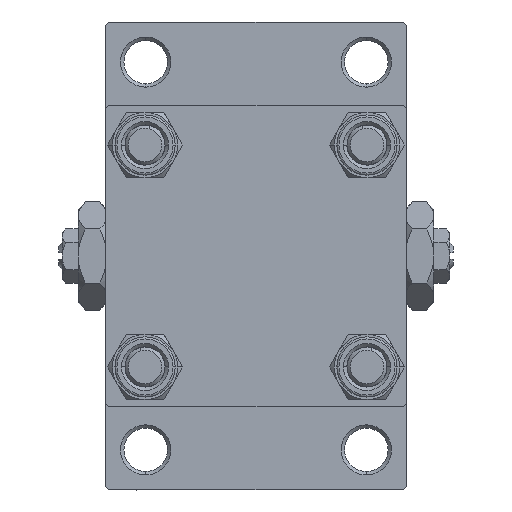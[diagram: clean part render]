
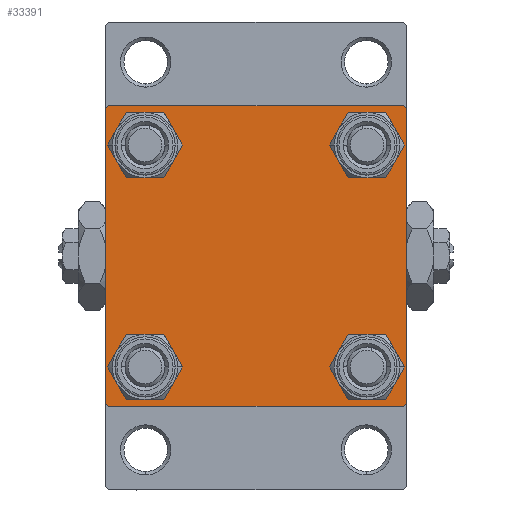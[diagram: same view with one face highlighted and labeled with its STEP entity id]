
A CAD part, left-side view. The second image highlights one B-rep face of the part: STEP entity #33391.
In plain terms, the highlighted planar face has unit normal (-1, 0, 0).
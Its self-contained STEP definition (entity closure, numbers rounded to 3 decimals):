
#409 = DIRECTION ( 'NONE',  ( 0., 0., -1. ) ) ;
#452 = VERTEX_POINT ( 'NONE', #38712 ) ;
#525 = AXIS2_PLACEMENT_3D ( 'NONE', #44630, #645, #15416 ) ;
#532 = EDGE_CURVE ( 'NONE', #3167, #8594, #37985, .T. ) ;
#645 = DIRECTION ( 'NONE',  ( 1., 0., 0. ) ) ;
#781 = DIRECTION ( 'NONE',  ( 0., 0., 1. ) ) ;
#1002 = VERTEX_POINT ( 'NONE', #20358 ) ;
#1142 = EDGE_CURVE ( 'NONE', #6852, #32479, #45748, .T. ) ;
#2759 = VECTOR ( 'NONE', #10689, 1000. ) ;
#3167 = VERTEX_POINT ( 'NONE', #37496 ) ;
#3408 = VERTEX_POINT ( 'NONE', #25426 ) ;
#3813 = ORIENTED_EDGE ( 'NONE', *, *, #16201, .T. ) ;
#3981 = DIRECTION ( 'NONE',  ( 0., 0.707, 0.707 ) ) ;
#4007 = DIRECTION ( 'NONE',  ( 0., 0., 1. ) ) ;
#4323 = CARTESIAN_POINT ( 'NONE',  ( 0., 22.5, -22.5 ) ) ;
#4740 = EDGE_CURVE ( 'NONE', #1002, #18275, #46457, .T. ) ;
#4923 = EDGE_LOOP ( 'NONE', ( #46907, #16855, #48549, #47299, #22263, #29218, #39057, #3813 ) ) ;
#4946 = EDGE_CURVE ( 'NONE', #18275, #1002, #35493, .T. ) ;
#5067 = VECTOR ( 'NONE', #45591, 1000. ) ;
#6541 = CARTESIAN_POINT ( 'NONE',  ( 0., -16.6, 16.6 ) ) ;
#6852 = VERTEX_POINT ( 'NONE', #38096 ) ;
#7032 = DIRECTION ( 'NONE',  ( 1., 0., 0. ) ) ;
#7167 = VECTOR ( 'NONE', #409, 1000. ) ;
#7929 = CARTESIAN_POINT ( 'NONE',  ( 0., -22.25, 22.25 ) ) ;
#8594 = VERTEX_POINT ( 'NONE', #44419 ) ;
#8821 = EDGE_CURVE ( 'NONE', #10084, #46243, #47408, .T. ) ;
#8833 = CARTESIAN_POINT ( 'NONE',  ( 0., 22.5, 22. ) ) ;
#9524 = CARTESIAN_POINT ( 'NONE',  ( 0., -16.6, 13.1 ) ) ;
#9874 = EDGE_LOOP ( 'NONE', ( #15861, #27471 ) ) ;
#10084 = VERTEX_POINT ( 'NONE', #14711 ) ;
#10555 = DIRECTION ( 'NONE',  ( 0., -0.707, 0.707 ) ) ;
#10689 = DIRECTION ( 'NONE',  ( 0., 0.707, -0.707 ) ) ;
#11165 = CARTESIAN_POINT ( 'NONE',  ( 0., 16.6, 16.6 ) ) ;
#11392 = CARTESIAN_POINT ( 'NONE',  ( 0., 22.5, -22. ) ) ;
#11915 = VERTEX_POINT ( 'NONE', #12313 ) ;
#12313 = CARTESIAN_POINT ( 'NONE',  ( 0., 16.6, 20.1 ) ) ;
#12534 = CARTESIAN_POINT ( 'NONE',  ( 0., 16.6, -16.6 ) ) ;
#12923 = EDGE_CURVE ( 'NONE', #452, #26371, #37958, .T. ) ;
#14083 = EDGE_CURVE ( 'NONE', #18940, #32479, #33723, .T. ) ;
#14459 = DIRECTION ( 'NONE',  ( 1., 0., 0. ) ) ;
#14589 = FACE_BOUND ( 'NONE', #30141, .T. ) ;
#14711 = CARTESIAN_POINT ( 'NONE',  ( 0., -16.6, 20.1 ) ) ;
#15077 = PLANE ( 'NONE',  #44115 ) ;
#15416 = DIRECTION ( 'NONE',  ( 0., 0., 1. ) ) ;
#15779 = DIRECTION ( 'NONE',  ( 1., 0., 0. ) ) ;
#15861 = ORIENTED_EDGE ( 'NONE', *, *, #12923, .T. ) ;
#16201 = EDGE_CURVE ( 'NONE', #6852, #21495, #22477, .T. ) ;
#16283 = CARTESIAN_POINT ( 'NONE',  ( 0., -16.6, -16.6 ) ) ;
#16504 = CARTESIAN_POINT ( 'NONE',  ( 0., -22.5, 22.5 ) ) ;
#16855 = ORIENTED_EDGE ( 'NONE', *, *, #35927, .T. ) ;
#17709 = ORIENTED_EDGE ( 'NONE', *, *, #38255, .T. ) ;
#17815 = FACE_BOUND ( 'NONE', #9874, .T. ) ;
#18275 = VERTEX_POINT ( 'NONE', #39561 ) ;
#18289 = FACE_OUTER_BOUND ( 'NONE', #4923, .T. ) ;
#18940 = VERTEX_POINT ( 'NONE', #43388 ) ;
#19271 = DIRECTION ( 'NONE',  ( 1., 0., 0. ) ) ;
#19910 = DIRECTION ( 'NONE',  ( 0., 0., 1. ) ) ;
#19962 = DIRECTION ( 'NONE',  ( 1., 0., 0. ) ) ;
#20063 = EDGE_LOOP ( 'NONE', ( #42090, #17709 ) ) ;
#20358 = CARTESIAN_POINT ( 'NONE',  ( 0., 16.6, -13.1 ) ) ;
#20677 = LINE ( 'NONE', #16504, #43563 ) ;
#21049 = AXIS2_PLACEMENT_3D ( 'NONE', #16283, #19962, #781 ) ;
#21377 = CARTESIAN_POINT ( 'NONE',  ( 0., -22.25, -22.25 ) ) ;
#21495 = VERTEX_POINT ( 'NONE', #8833 ) ;
#21731 = CIRCLE ( 'NONE', #525, 3.5 ) ;
#21848 = DIRECTION ( 'NONE',  ( 0., 0., 1. ) ) ;
#22263 = ORIENTED_EDGE ( 'NONE', *, *, #45190, .F. ) ;
#22477 = LINE ( 'NONE', #44571, #2759 ) ;
#22688 = CARTESIAN_POINT ( 'NONE',  ( 0., 0., 0. ) ) ;
#23149 = AXIS2_PLACEMENT_3D ( 'NONE', #11165, #19271, #4007 ) ;
#25171 = EDGE_CURVE ( 'NONE', #26371, #452, #31226, .T. ) ;
#25191 = ORIENTED_EDGE ( 'NONE', *, *, #4946, .T. ) ;
#25283 = AXIS2_PLACEMENT_3D ( 'NONE', #48116, #14459, #36817 ) ;
#25426 = CARTESIAN_POINT ( 'NONE',  ( 0., -22.5, -22. ) ) ;
#25642 = CARTESIAN_POINT ( 'NONE',  ( 0., -22., 22.5 ) ) ;
#26366 = DIRECTION ( 'NONE',  ( -1., 0., 0. ) ) ;
#26371 = VERTEX_POINT ( 'NONE', #37351 ) ;
#26824 = DIRECTION ( 'NONE',  ( 0., 0., 1. ) ) ;
#27471 = ORIENTED_EDGE ( 'NONE', *, *, #25171, .T. ) ;
#28228 = EDGE_LOOP ( 'NONE', ( #31736, #25191 ) ) ;
#28586 = AXIS2_PLACEMENT_3D ( 'NONE', #6541, #7032, #29144 ) ;
#29144 = DIRECTION ( 'NONE',  ( 0., 0., 1. ) ) ;
#29218 = ORIENTED_EDGE ( 'NONE', *, *, #14083, .T. ) ;
#29450 = DIRECTION ( 'NONE',  ( 1., 0., 0. ) ) ;
#29575 = DIRECTION ( 'NONE',  ( 0., 0., 1. ) ) ;
#29767 = LINE ( 'NONE', #44498, #37910 ) ;
#30141 = EDGE_LOOP ( 'NONE', ( #30833, #33724 ) ) ;
#30833 = ORIENTED_EDGE ( 'NONE', *, *, #39861, .T. ) ;
#31170 = EDGE_CURVE ( 'NONE', #21495, #38940, #34063, .T. ) ;
#31226 = CIRCLE ( 'NONE', #21049, 3.5 ) ;
#31287 = CARTESIAN_POINT ( 'NONE',  ( 0., 22.5, 22.5 ) ) ;
#31736 = ORIENTED_EDGE ( 'NONE', *, *, #4740, .T. ) ;
#32479 = VERTEX_POINT ( 'NONE', #25642 ) ;
#33391 = ADVANCED_FACE ( 'NONE', ( #43827, #17815, #48238, #14589, #18289 ), #15077, .T. ) ;
#33723 = LINE ( 'NONE', #7929, #38772 ) ;
#33724 = ORIENTED_EDGE ( 'NONE', *, *, #48414, .T. ) ;
#34063 = LINE ( 'NONE', #31287, #7167 ) ;
#34591 = EDGE_CURVE ( 'NONE', #8594, #3408, #47170, .T. ) ;
#34845 = AXIS2_PLACEMENT_3D ( 'NONE', #41796, #15779, #26824 ) ;
#35493 = CIRCLE ( 'NONE', #25283, 3.5 ) ;
#35927 = EDGE_CURVE ( 'NONE', #38940, #3167, #29767, .T. ) ;
#36411 = AXIS2_PLACEMENT_3D ( 'NONE', #43463, #29450, #21848 ) ;
#36817 = DIRECTION ( 'NONE',  ( 0., 0., 1. ) ) ;
#37351 = CARTESIAN_POINT ( 'NONE',  ( 0., -16.6, -20.1 ) ) ;
#37496 = CARTESIAN_POINT ( 'NONE',  ( 0., 22., -22.5 ) ) ;
#37910 = VECTOR ( 'NONE', #40574, 1000. ) ;
#37958 = CIRCLE ( 'NONE', #34845, 3.5 ) ;
#37985 = LINE ( 'NONE', #4323, #5067 ) ;
#38096 = CARTESIAN_POINT ( 'NONE',  ( 0., 22., 22.5 ) ) ;
#38142 = DIRECTION ( 'NONE',  ( 0., -1., 0. ) ) ;
#38255 = EDGE_CURVE ( 'NONE', #46243, #10084, #41903, .T. ) ;
#38316 = DIRECTION ( 'NONE',  ( 1., 0., 0. ) ) ;
#38712 = CARTESIAN_POINT ( 'NONE',  ( 0., -16.6, -13.1 ) ) ;
#38772 = VECTOR ( 'NONE', #3981, 1000. ) ;
#38940 = VERTEX_POINT ( 'NONE', #11392 ) ;
#39057 = ORIENTED_EDGE ( 'NONE', *, *, #1142, .F. ) ;
#39561 = CARTESIAN_POINT ( 'NONE',  ( 0., 16.6, -20.1 ) ) ;
#39861 = EDGE_CURVE ( 'NONE', #11915, #41567, #41973, .T. ) ;
#40574 = DIRECTION ( 'NONE',  ( 0., -0.707, -0.707 ) ) ;
#41192 = VECTOR ( 'NONE', #38142, 1000. ) ;
#41567 = VERTEX_POINT ( 'NONE', #45986 ) ;
#41796 = CARTESIAN_POINT ( 'NONE',  ( 0., -16.6, -16.6 ) ) ;
#41903 = CIRCLE ( 'NONE', #36411, 3.5 ) ;
#41973 = CIRCLE ( 'NONE', #23149, 3.5 ) ;
#42090 = ORIENTED_EDGE ( 'NONE', *, *, #8821, .T. ) ;
#42522 = AXIS2_PLACEMENT_3D ( 'NONE', #12534, #38316, #19910 ) ;
#43022 = DIRECTION ( 'NONE',  ( 0., 0., -1. ) ) ;
#43388 = CARTESIAN_POINT ( 'NONE',  ( 0., -22.5, 22. ) ) ;
#43463 = CARTESIAN_POINT ( 'NONE',  ( 0., -16.6, 16.6 ) ) ;
#43563 = VECTOR ( 'NONE', #43022, 1000. ) ;
#43827 = FACE_BOUND ( 'NONE', #20063, .T. ) ;
#44115 = AXIS2_PLACEMENT_3D ( 'NONE', #22688, #26366, #29575 ) ;
#44151 = VECTOR ( 'NONE', #10555, 1000. ) ;
#44419 = CARTESIAN_POINT ( 'NONE',  ( 0., -22., -22.5 ) ) ;
#44498 = CARTESIAN_POINT ( 'NONE',  ( 0., 22.25, -22.25 ) ) ;
#44571 = CARTESIAN_POINT ( 'NONE',  ( 0., 22.25, 22.25 ) ) ;
#44630 = CARTESIAN_POINT ( 'NONE',  ( 0., 16.6, 16.6 ) ) ;
#45190 = EDGE_CURVE ( 'NONE', #18940, #3408, #20677, .T. ) ;
#45591 = DIRECTION ( 'NONE',  ( 0., -1., 0. ) ) ;
#45748 = LINE ( 'NONE', #46242, #41192 ) ;
#45986 = CARTESIAN_POINT ( 'NONE',  ( 0., 16.6, 13.1 ) ) ;
#46242 = CARTESIAN_POINT ( 'NONE',  ( 0., 22.5, 22.5 ) ) ;
#46243 = VERTEX_POINT ( 'NONE', #9524 ) ;
#46457 = CIRCLE ( 'NONE', #42522, 3.5 ) ;
#46907 = ORIENTED_EDGE ( 'NONE', *, *, #31170, .T. ) ;
#47170 = LINE ( 'NONE', #21377, #44151 ) ;
#47299 = ORIENTED_EDGE ( 'NONE', *, *, #34591, .T. ) ;
#47408 = CIRCLE ( 'NONE', #28586, 3.5 ) ;
#48116 = CARTESIAN_POINT ( 'NONE',  ( 0., 16.6, -16.6 ) ) ;
#48238 = FACE_BOUND ( 'NONE', #28228, .T. ) ;
#48414 = EDGE_CURVE ( 'NONE', #41567, #11915, #21731, .T. ) ;
#48549 = ORIENTED_EDGE ( 'NONE', *, *, #532, .T. ) ;
